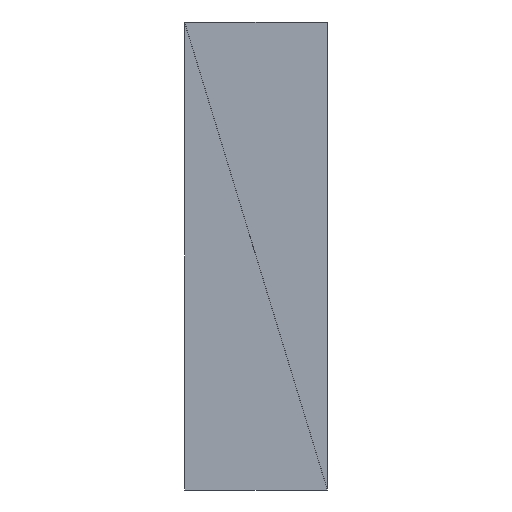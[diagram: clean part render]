
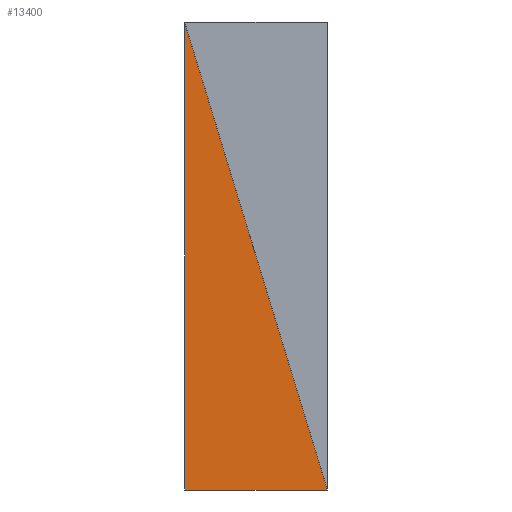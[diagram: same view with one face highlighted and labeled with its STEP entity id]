
A CAD part, left-side view. The second image highlights one B-rep face of the part: STEP entity #13400.
In plain terms, the highlighted planar face has unit normal (-1, 0, 0).
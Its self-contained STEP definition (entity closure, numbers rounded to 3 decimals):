
#11536 = VERTEX_POINT('',#11537);
#11537 = CARTESIAN_POINT('',(-13.1,-5.5,-13.1));
#12523 = VERTEX_POINT('',#12524);
#12524 = CARTESIAN_POINT('',(-13.1,2.5,-13.1));
#12714 = EDGE_CURVE('',#12715,#12523,#12717,.T.);
#12715 = VERTEX_POINT('',#12716);
#12716 = CARTESIAN_POINT('',(-13.1,2.5,13.1));
#12717 = LINE('',#12718,#12719);
#12718 = CARTESIAN_POINT('',(-13.1,2.5,13.1));
#12719 = VECTOR('',#12720,1.);
#12720 = DIRECTION('',(0.,0.,-1.));
#13400 = ADVANCED_FACE('',(#13401),#13416,.T.);
#13401 = FACE_BOUND('',#13402,.T.);
#13402 = EDGE_LOOP('',(#13403,#13409,#13410));
#13403 = ORIENTED_EDGE('',*,*,#13404,.T.);
#13404 = EDGE_CURVE('',#11536,#12715,#13405,.T.);
#13405 = LINE('',#13406,#13407);
#13406 = CARTESIAN_POINT('',(-13.1,-5.5,-13.1));
#13407 = VECTOR('',#13408,1.);
#13408 = DIRECTION('',(0.,0.292,0.956));
#13409 = ORIENTED_EDGE('',*,*,#12714,.T.);
#13410 = ORIENTED_EDGE('',*,*,#13411,.T.);
#13411 = EDGE_CURVE('',#12523,#11536,#13412,.T.);
#13412 = LINE('',#13413,#13414);
#13413 = CARTESIAN_POINT('',(-13.1,2.5,-13.1));
#13414 = VECTOR('',#13415,1.);
#13415 = DIRECTION('',(0.,-1.,0.));
#13416 = PLANE('',#13417);
#13417 = AXIS2_PLACEMENT_3D('',#13418,#13419,#13420);
#13418 = CARTESIAN_POINT('',(-13.1,0.201,
    -1.701));
#13419 = DIRECTION('',(-1.,-0.,-0.));
#13420 = DIRECTION('',(0.,0.,-1.));
